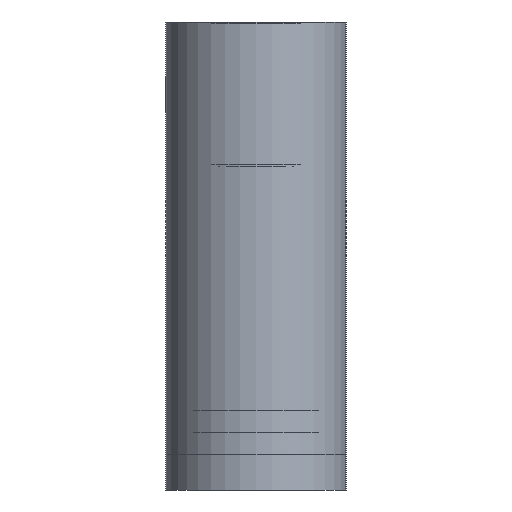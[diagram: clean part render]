
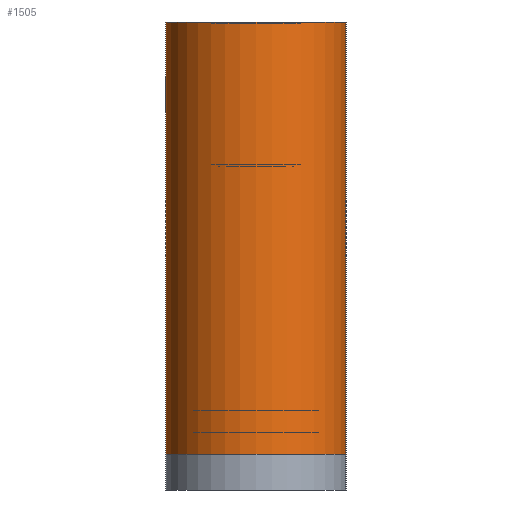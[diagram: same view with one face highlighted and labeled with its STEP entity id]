
A CAD part, left-side view. The second image highlights one B-rep face of the part: STEP entity #1505.
In plain terms, the highlighted cylindrical face has radius 12.5 mm (diameter 25 mm), a partial arc.
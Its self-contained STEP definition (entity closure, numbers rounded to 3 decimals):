
#1032=CARTESIAN_POINT('',(0.,0.,0.));
#1033=DIRECTION('',(0.,0.,1.));
#1034=DIRECTION('',(0.,1.,0.));
#1035=AXIS2_PLACEMENT_3D('',#1032,#1033,#1034);
#1149=CARTESIAN_POINT('',(0.,0.,60.));
#1150=DIRECTION('',(0.,0.,1.));
#1151=DIRECTION('',(0.,1.,0.));
#1152=AXIS2_PLACEMENT_3D('',#1149,#1150,#1151);
#1170=DIRECTION('',(0.,0.,1.));
#1171=VECTOR('',#1170,60.);
#1172=CARTESIAN_POINT('',(0.,-12.5,0.));
#1173=LINE('',#1172,#1171);
#1174=DIRECTION('',(0.,0.,1.));
#1175=VECTOR('',#1174,60.);
#1176=CARTESIAN_POINT('',(0.,12.5,0.));
#1177=LINE('',#1176,#1175);
#1218=CARTESIAN_POINT('',(0.,12.5,0.));
#1219=CARTESIAN_POINT('',(0.,-12.5,0.));
#1220=VERTEX_POINT('',#1218);
#1221=VERTEX_POINT('',#1219);
#1222=CARTESIAN_POINT('',(0.,12.5,60.));
#1223=CARTESIAN_POINT('',(0.,-12.5,60.));
#1224=VERTEX_POINT('',#1222);
#1225=VERTEX_POINT('',#1223);
#1493=CARTESIAN_POINT('',(0.,0.,0.));
#1494=DIRECTION('',(0.,0.,1.));
#1495=DIRECTION('',(1.,0.,0.));
#1496=AXIS2_PLACEMENT_3D('',#1493,#1494,#1495);
#1497=CYLINDRICAL_SURFACE('',#1496,12.5);
#1498=ORIENTED_EDGE('',*,*,#1291,.F.);
#1500=ORIENTED_EDGE('',*,*,#1499,.T.);
#1501=ORIENTED_EDGE('',*,*,#1425,.T.);
#1502=ORIENTED_EDGE('',*,*,#1487,.F.);
#1503=EDGE_LOOP('',(#1498,#1500,#1501,#1502));
#1504=FACE_OUTER_BOUND('',#1503,.F.);
#1036=CIRCLE('',#1035,12.5);
#1153=CIRCLE('',#1152,12.5);
#1291=EDGE_CURVE('',#1220,#1221,#1036,.T.);
#1425=EDGE_CURVE('',#1224,#1225,#1153,.T.);
#1487=EDGE_CURVE('',#1221,#1225,#1173,.T.);
#1499=EDGE_CURVE('',#1220,#1224,#1177,.T.);
#1505=ADVANCED_FACE('',(#1504),#1497,.T.);
